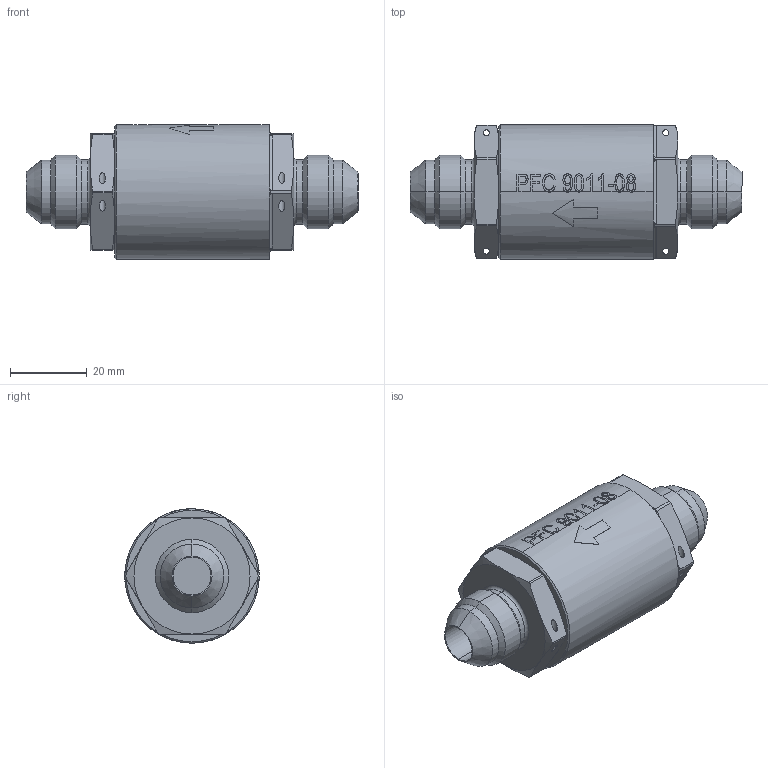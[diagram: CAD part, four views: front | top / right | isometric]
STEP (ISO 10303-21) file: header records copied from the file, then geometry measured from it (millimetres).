
FILE_DESCRIPTION (( 'STEP AP214' ), '1' );
FILE_NAME ('09011008_AS4395(SS).STEP', '2015-06-30T23:39:18', ( '' ), ( '' ), 'SwSTEP 2.0', 'SolidWorks 2015', '' );
FILE_SCHEMA (( 'AUTOMOTIVE_DESIGN' ));
Length unit declared in the file: millimetre
Products named in the file (3): 09011085_AS4395(ADAPTER); 09011080_AS4395(BODY); 09011008_AS4395(SS)
Assembly tree (2 placements, depth 2):
  09011008_AS4395(SS)
    09011085_AS4395(ADAPTER)
    09011080_AS4395(BODY)
Bounding box: 86.24 x 34.92 x 34.92 mm (x, y, z)
Volume: 54401 mm3; surface area: 14484.9 mm2
Topology: 2 solids, 2 shells, 252 faces, 650 edges, 416 vertices
Faces by surface type: cylinder 74, plane 71, bspline 63, cone 26, torus 18
Entity records: 11262 total; most frequent: CARTESIAN_POINT 5534, ORIENTED_EDGE 1300, DIRECTION 972, EDGE_CURVE 650, VERTEX_POINT 416, AXIS2_PLACEMENT_3D 360, EDGE_LOOP 274, FACE_OUTER_BOUND 252
